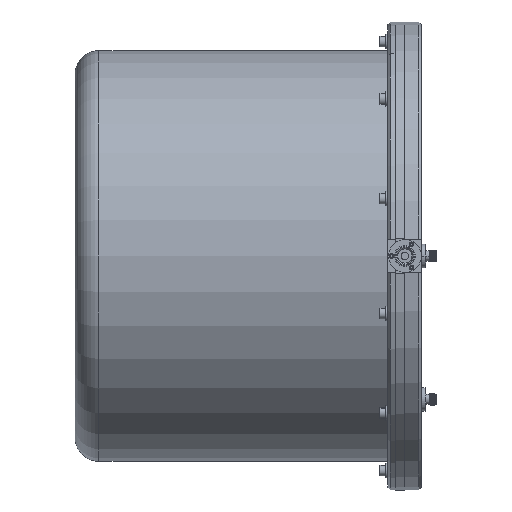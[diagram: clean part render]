
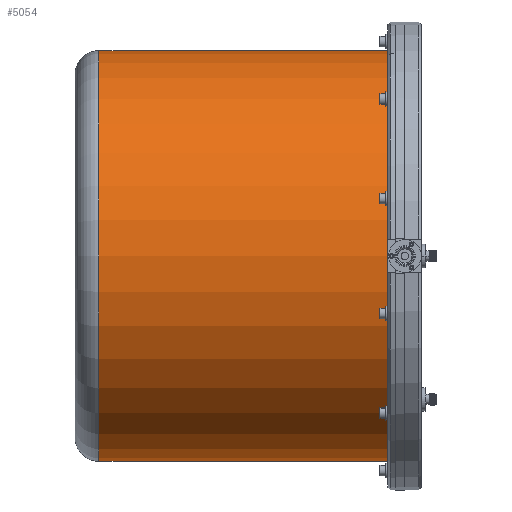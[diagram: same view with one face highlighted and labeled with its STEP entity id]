
A CAD part, left-side view. The second image highlights one B-rep face of the part: STEP entity #5054.
In plain terms, the highlighted cylindrical face has radius 109.22 mm (diameter 218.44 mm), a partial arc.
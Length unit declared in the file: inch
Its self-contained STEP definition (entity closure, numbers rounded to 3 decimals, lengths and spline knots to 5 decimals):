
#784 = VECTOR ( 'NONE', #17112, 39.37008 ) ;
#1059 = AXIS2_PLACEMENT_3D ( 'NONE', #14375, #7337, #13009 ) ;
#1263 = LINE ( 'NONE', #17001, #784 ) ;
#1441 = CIRCLE ( 'NONE', #1059, 4.3 ) ;
#1527 = ORIENTED_EDGE ( 'NONE', *, *, #10715, .F. ) ;
#1909 = CARTESIAN_POINT ( 'NONE',  ( -0.98205, 0.75998, -3.89047 ) ) ;
#2142 = DIRECTION ( 'NONE',  ( 0., 0., -1. ) ) ;
#2329 = VERTEX_POINT ( 'NONE', #4307 ) ;
#2867 = VERTEX_POINT ( 'NONE', #20830 ) ;
#3011 = CARTESIAN_POINT ( 'NONE',  ( -0.98205, 0.75998, 4.70953 ) ) ;
#3758 = CARTESIAN_POINT ( 'NONE',  ( -0.98205, 0.40998, 0.40953 ) ) ;
#4252 = CIRCLE ( 'NONE', #20048, 4.3 ) ;
#4307 = CARTESIAN_POINT ( 'NONE',  ( -0.98205, 6.80998, 4.70953 ) ) ;
#4357 = CARTESIAN_POINT ( 'NONE',  ( -0.98205, 0.40998, -3.89047 ) ) ;
#5054 = ADVANCED_FACE ( 'NONE', ( #21323 ), #5579, .T. ) ;
#5579 = CYLINDRICAL_SURFACE ( 'NONE', #22514, 4.3 ) ;
#6977 = DIRECTION ( 'NONE',  ( 0., -1., 0. ) ) ;
#7337 = DIRECTION ( 'NONE',  ( 0., -1., 0. ) ) ;
#8853 = VERTEX_POINT ( 'NONE', #3011 ) ;
#9012 = EDGE_LOOP ( 'NONE', ( #1527, #16832, #12717, #9488 ) ) ;
#9488 = ORIENTED_EDGE ( 'NONE', *, *, #21263, .T. ) ;
#9558 = EDGE_CURVE ( 'NONE', #2329, #2867, #1441, .T. ) ;
#10715 = EDGE_CURVE ( 'NONE', #2329, #8853, #1263, .T. ) ;
#11176 = DIRECTION ( 'NONE',  ( 0., -1., 0. ) ) ;
#12302 = CARTESIAN_POINT ( 'NONE',  ( -0.98205, 0.75998, 0.40953 ) ) ;
#12717 = ORIENTED_EDGE ( 'NONE', *, *, #13005, .T. ) ;
#13005 = EDGE_CURVE ( 'NONE', #2867, #18750, #21712, .T. ) ;
#13009 = DIRECTION ( 'NONE',  ( 0., 0., 1. ) ) ;
#14375 = CARTESIAN_POINT ( 'NONE',  ( -0.98205, 6.80998, 0.40953 ) ) ;
#15430 = DIRECTION ( 'NONE',  ( 0., 0., 1. ) ) ;
#16832 = ORIENTED_EDGE ( 'NONE', *, *, #9558, .T. ) ;
#17001 = CARTESIAN_POINT ( 'NONE',  ( -0.98205, 0.40998, 4.70953 ) ) ;
#17112 = DIRECTION ( 'NONE',  ( 0., -1., 0. ) ) ;
#18053 = VECTOR ( 'NONE', #11176, 39.37008 ) ;
#18750 = VERTEX_POINT ( 'NONE', #1909 ) ;
#20048 = AXIS2_PLACEMENT_3D ( 'NONE', #12302, #22518, #15430 ) ;
#20830 = CARTESIAN_POINT ( 'NONE',  ( -0.98205, 6.80998, -3.89047 ) ) ;
#21263 = EDGE_CURVE ( 'NONE', #18750, #8853, #4252, .T. ) ;
#21323 = FACE_OUTER_BOUND ( 'NONE', #9012, .T. ) ;
#21712 = LINE ( 'NONE', #4357, #18053 ) ;
#22514 = AXIS2_PLACEMENT_3D ( 'NONE', #3758, #6977, #2142 ) ;
#22518 = DIRECTION ( 'NONE',  ( 0., 1., 0. ) ) ;
